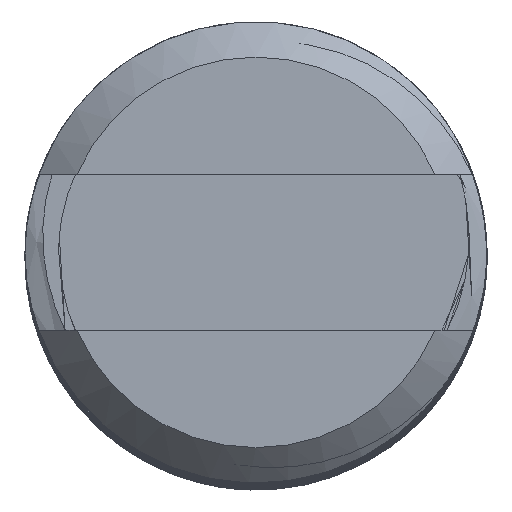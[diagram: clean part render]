
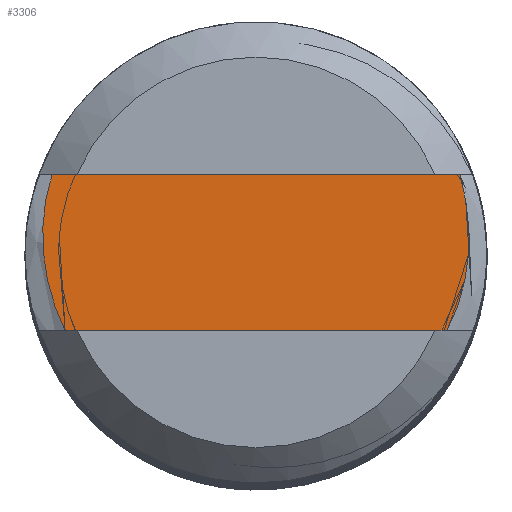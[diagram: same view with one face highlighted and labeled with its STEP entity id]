
A CAD part, top view. The second image highlights one B-rep face of the part: STEP entity #3306.
In plain terms, the highlighted planar face has unit normal (0, 0, 1).
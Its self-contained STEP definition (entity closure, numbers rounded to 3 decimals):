
#44=PLANE('',#3487);
#226=FACE_OUTER_BOUND('',#404,.T.);
#404=EDGE_LOOP('',(#2856,#2857,#2858,#2859));
#672=B_SPLINE_CURVE_WITH_KNOTS('',3,(#10386,#10387,#10388,#10389,#10390,
#10391,#10392,#10393,#10394,#10395,#10396,#10397,#10398,#10399,#10400,#10401,
#10402,#10403,#10404,#10405,#10406,#10407,#10408,#10409,#10410,#10411,#10412,
#10413,#10414,#10415,#10416,#10417,#10418,#10419,#10420,#10421,#10422,#10423,
#10424,#10425),.UNSPECIFIED.,.F.,.F.,(4,3,3,3,3,3,3,3,3,3,3,3,3,4),(0.06,
0.086,0.099,0.105,0.111,
0.138,0.166,0.19,0.203,
0.208,0.213,0.241,0.264,
0.266),.UNSPECIFIED.);
#726=B_SPLINE_CURVE_WITH_KNOTS('',3,(#13081,#13082,#13083,#13084,#13085,
#13086,#13087,#13088,#13089,#13090,#13091,#13092,#13093,#13094,#13095,#13096,
#13097,#13098,#13099,#13100,#13101,#13102,#13103,#13104,#13105,#13106,#13107,
#13108,#13109,#13110,#13111,#13112,#13113,#13114),.UNSPECIFIED.,.F.,.F.,
(4,3,3,3,3,3,3,3,3,3,3,4),(0.054,0.082,0.101,
0.108,0.112,0.14,0.168,
0.196,0.214,0.22,0.247,0.261),
 .UNSPECIFIED.);
#901=LINE('',#13669,#1072);
#902=LINE('',#13670,#1073);
#1072=VECTOR('',#3961,10.);
#1073=VECTOR('',#3962,10.);
#1352=VERTEX_POINT('',#10377);
#1353=VERTEX_POINT('',#10385);
#1418=VERTEX_POINT('',#13072);
#1419=VERTEX_POINT('',#13080);
#1824=EDGE_CURVE('',#1353,#1352,#672,.T.);
#1905=EDGE_CURVE('',#1419,#1418,#726,.T.);
#1931=EDGE_CURVE('',#1353,#1418,#901,.T.);
#1932=EDGE_CURVE('',#1419,#1352,#902,.T.);
#2856=ORIENTED_EDGE('',*,*,#1905,.T.);
#2857=ORIENTED_EDGE('',*,*,#1931,.F.);
#2858=ORIENTED_EDGE('',*,*,#1824,.T.);
#2859=ORIENTED_EDGE('',*,*,#1932,.F.);
#3306=ADVANCED_FACE('',(#226),#44,.T.);
#3487=AXIS2_PLACEMENT_3D('',#13668,#3959,#3960);
#3959=DIRECTION('center_axis',(0.,0.,1.));
#3960=DIRECTION('ref_axis',(-1.,0.,0.));
#3961=DIRECTION('',(-1.,0.,0.));
#3962=DIRECTION('',(1.,0.,0.));
#10377=CARTESIAN_POINT('',(2.611,1.,51.));
#10385=CARTESIAN_POINT('',(2.443,-1.,51.));
#10386=CARTESIAN_POINT('Ctrl Pts',(2.445,-0.998,
51.));
#10387=CARTESIAN_POINT('Ctrl Pts',(2.484,-0.923,
51.));
#10388=CARTESIAN_POINT('Ctrl Pts',(2.519,-0.846,
51.));
#10389=CARTESIAN_POINT('Ctrl Pts',(2.55,-0.767,
51.));
#10390=CARTESIAN_POINT('Ctrl Pts',(2.567,-0.726,51.));
#10391=CARTESIAN_POINT('Ctrl Pts',(2.582,-0.684,
51.));
#10392=CARTESIAN_POINT('Ctrl Pts',(2.596,-0.643,
51.));
#10393=CARTESIAN_POINT('Ctrl Pts',(2.602,-0.623,
51.));
#10394=CARTESIAN_POINT('Ctrl Pts',(2.608,-0.604,51.));
#10395=CARTESIAN_POINT('Ctrl Pts',(2.614,-0.585,
51.));
#10396=CARTESIAN_POINT('Ctrl Pts',(2.62,-0.565,
51.));
#10397=CARTESIAN_POINT('Ctrl Pts',(2.626,-0.545,
51.));
#10398=CARTESIAN_POINT('Ctrl Pts',(2.632,-0.525,
51.));
#10399=CARTESIAN_POINT('Ctrl Pts',(2.656,-0.44,
51.));
#10400=CARTESIAN_POINT('Ctrl Pts',(2.675,-0.353,
51.));
#10401=CARTESIAN_POINT('Ctrl Pts',(2.69,-0.266,
51.));
#10402=CARTESIAN_POINT('Ctrl Pts',(2.705,-0.177,
51.));
#10403=CARTESIAN_POINT('Ctrl Pts',(2.716,-0.086,
51.));
#10404=CARTESIAN_POINT('Ctrl Pts',(2.722,0.004,
51.));
#10405=CARTESIAN_POINT('Ctrl Pts',(2.727,0.086,51.));
#10406=CARTESIAN_POINT('Ctrl Pts',(2.729,0.167,51.));
#10407=CARTESIAN_POINT('Ctrl Pts',(2.727,0.249,51.));
#10408=CARTESIAN_POINT('Ctrl Pts',(2.726,0.292,51.));
#10409=CARTESIAN_POINT('Ctrl Pts',(2.724,0.336,51.));
#10410=CARTESIAN_POINT('Ctrl Pts',(2.72,0.379,51.));
#10411=CARTESIAN_POINT('Ctrl Pts',(2.719,0.395,51.));
#10412=CARTESIAN_POINT('Ctrl Pts',(2.718,0.412,51.));
#10413=CARTESIAN_POINT('Ctrl Pts',(2.717,0.428,51.));
#10414=CARTESIAN_POINT('Ctrl Pts',(2.715,0.444,51.));
#10415=CARTESIAN_POINT('Ctrl Pts',(2.714,0.459,51.));
#10416=CARTESIAN_POINT('Ctrl Pts',(2.712,0.475,51.));
#10417=CARTESIAN_POINT('Ctrl Pts',(2.702,0.57,51.));
#10418=CARTESIAN_POINT('Ctrl Pts',(2.687,0.665,51.));
#10419=CARTESIAN_POINT('Ctrl Pts',(2.668,0.759,51.));
#10420=CARTESIAN_POINT('Ctrl Pts',(2.653,0.832,51.));
#10421=CARTESIAN_POINT('Ctrl Pts',(2.635,0.905,51.));
#10422=CARTESIAN_POINT('Ctrl Pts',(2.614,0.977,51.));
#10423=CARTESIAN_POINT('Ctrl Pts',(2.612,0.984,51.));
#10424=CARTESIAN_POINT('Ctrl Pts',(2.61,0.992,51.));
#10425=CARTESIAN_POINT('Ctrl Pts',(2.607,1.,51.));
#13072=CARTESIAN_POINT('',(-2.443,-1.,51.));
#13080=CARTESIAN_POINT('',(-2.611,1.,51.));
#13081=CARTESIAN_POINT('Ctrl Pts',(-2.613,0.999,
51.));
#13082=CARTESIAN_POINT('Ctrl Pts',(-2.64,0.912,
51.));
#13083=CARTESIAN_POINT('Ctrl Pts',(-2.663,0.824,
51.));
#13084=CARTESIAN_POINT('Ctrl Pts',(-2.681,0.734,
51.));
#13085=CARTESIAN_POINT('Ctrl Pts',(-2.693,0.672,
51.));
#13086=CARTESIAN_POINT('Ctrl Pts',(-2.704,0.609,
51.));
#13087=CARTESIAN_POINT('Ctrl Pts',(-2.711,0.545,
51.));
#13088=CARTESIAN_POINT('Ctrl Pts',(-2.714,0.522,
51.));
#13089=CARTESIAN_POINT('Ctrl Pts',(-2.717,0.498,51.));
#13090=CARTESIAN_POINT('Ctrl Pts',(-2.719,0.475,
51.));
#13091=CARTESIAN_POINT('Ctrl Pts',(-2.72,0.463,
51.));
#13092=CARTESIAN_POINT('Ctrl Pts',(-2.721,0.451,
51.));
#13093=CARTESIAN_POINT('Ctrl Pts',(-2.722,0.439,
51.));
#13094=CARTESIAN_POINT('Ctrl Pts',(-2.73,0.347,
51.));
#13095=CARTESIAN_POINT('Ctrl Pts',(-2.732,0.256,
51.));
#13096=CARTESIAN_POINT('Ctrl Pts',(-2.73,0.164,
51.));
#13097=CARTESIAN_POINT('Ctrl Pts',(-2.728,0.071,
51.));
#13098=CARTESIAN_POINT('Ctrl Pts',(-2.721,-0.023,
51.));
#13099=CARTESIAN_POINT('Ctrl Pts',(-2.709,-0.116,
51.));
#13100=CARTESIAN_POINT('Ctrl Pts',(-2.697,-0.208,
51.));
#13101=CARTESIAN_POINT('Ctrl Pts',(-2.68,-0.301,
51.));
#13102=CARTESIAN_POINT('Ctrl Pts',(-2.659,-0.392,
51.));
#13103=CARTESIAN_POINT('Ctrl Pts',(-2.645,-0.452,
51.));
#13104=CARTESIAN_POINT('Ctrl Pts',(-2.629,-0.511,
51.));
#13105=CARTESIAN_POINT('Ctrl Pts',(-2.611,-0.57,
51.));
#13106=CARTESIAN_POINT('Ctrl Pts',(-2.606,-0.587,
51.));
#13107=CARTESIAN_POINT('Ctrl Pts',(-2.6,-0.604,51.));
#13108=CARTESIAN_POINT('Ctrl Pts',(-2.595,-0.621,
51.));
#13109=CARTESIAN_POINT('Ctrl Pts',(-2.566,-0.709,
51.));
#13110=CARTESIAN_POINT('Ctrl Pts',(-2.533,-0.796,
51.));
#13111=CARTESIAN_POINT('Ctrl Pts',(-2.496,-0.881,
51.));
#13112=CARTESIAN_POINT('Ctrl Pts',(-2.478,-0.921,
51.));
#13113=CARTESIAN_POINT('Ctrl Pts',(-2.459,-0.961,
51.));
#13114=CARTESIAN_POINT('Ctrl Pts',(-2.44,-1.,
51.));
#13668=CARTESIAN_POINT('Origin',(0.,0.,51.));
#13669=CARTESIAN_POINT('',(-8.69,-1.,51.));
#13670=CARTESIAN_POINT('',(11.31,1.,51.));
